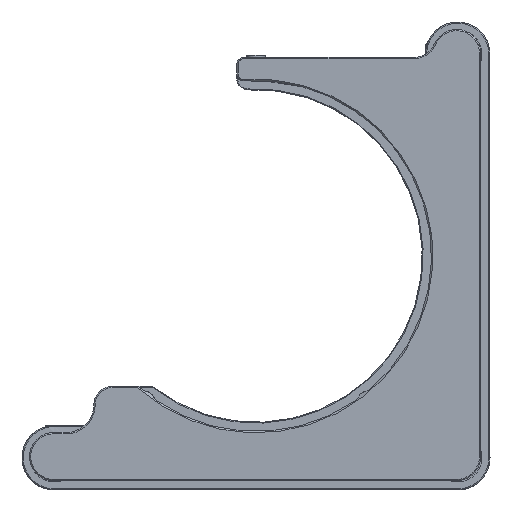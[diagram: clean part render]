
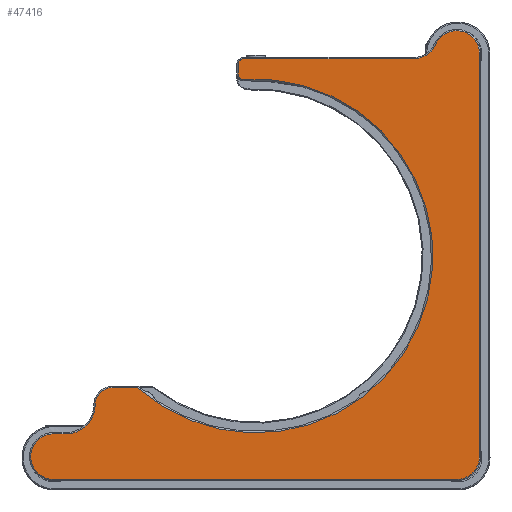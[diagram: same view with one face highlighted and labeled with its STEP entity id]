
A CAD part, left-side view. The second image highlights one B-rep face of the part: STEP entity #47416.
In plain terms, the highlighted planar face has unit normal (1, 0, 0).
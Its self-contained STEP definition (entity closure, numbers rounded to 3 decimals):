
#444 = EDGE_CURVE ( 'NONE', #4889, #52067, #52985, .T. ) ;
#1272 = EDGE_CURVE ( 'NONE', #50719, #4976, #40457, .T. ) ;
#1381 = EDGE_LOOP ( 'NONE', ( #18243, #37304, #39249, #39486, #36434, #6140, #33329, #49440, #5700, #2281, #51343, #4178, #7105, #45083, #29064, #10380 ) ) ;
#1708 = LINE ( 'NONE', #52053, #15465 ) ;
#2281 = ORIENTED_EDGE ( 'NONE', *, *, #4885, .T. ) ;
#2371 = AXIS2_PLACEMENT_3D ( 'NONE', #15701, #53283, #48690 ) ;
#2478 = VECTOR ( 'NONE', #44233, 1000. ) ;
#2933 = CARTESIAN_POINT ( 'NONE',  ( -24.5, 31.2, -32.3 ) ) ;
#2963 = CARTESIAN_POINT ( 'NONE',  ( -24.5, 26.079, -29.8 ) ) ;
#3029 = AXIS2_PLACEMENT_3D ( 'NONE', #6894, #53158, #49871 ) ;
#3536 = DIRECTION ( 'NONE',  ( -1., 0., 0. ) ) ;
#4178 = ORIENTED_EDGE ( 'NONE', *, *, #8181, .F. ) ;
#4885 = EDGE_CURVE ( 'NONE', #27462, #10601, #53356, .T. ) ;
#4889 = VERTEX_POINT ( 'NONE', #6879 ) ;
#4976 = VERTEX_POINT ( 'NONE', #35340 ) ;
#5700 = ORIENTED_EDGE ( 'NONE', *, *, #37201, .T. ) ;
#5800 = CIRCLE ( 'NONE', #2371, 4.95 ) ;
#5876 = DIRECTION ( 'NONE',  ( 0., 0., -1. ) ) ;
#6086 = CARTESIAN_POINT ( 'NONE',  ( -24.5, 43.95, -43.55 ) ) ;
#6140 = ORIENTED_EDGE ( 'NONE', *, *, #32163, .T. ) ;
#6844 = VERTEX_POINT ( 'NONE', #7611 ) ;
#6879 = CARTESIAN_POINT ( 'NONE',  ( -24.5, -39.024, 45.954 ) ) ;
#6894 = CARTESIAN_POINT ( 'NONE',  ( -24.5, 2.7, 41.6 ) ) ;
#7105 = ORIENTED_EDGE ( 'NONE', *, *, #13980, .T. ) ;
#7611 = CARTESIAN_POINT ( 'NONE',  ( -24.5, 2.618, 38.311 ) ) ;
#8181 = EDGE_CURVE ( 'NONE', #24326, #21170, #33242, .T. ) ;
#8230 = CARTESIAN_POINT ( 'NONE',  ( -24.5, -48.5, 43.95 ) ) ;
#8391 = AXIS2_PLACEMENT_3D ( 'NONE', #11444, #27422, #44200 ) ;
#8776 = LINE ( 'NONE', #8230, #27295 ) ;
#9918 = VERTEX_POINT ( 'NONE', #48422 ) ;
#10380 = ORIENTED_EDGE ( 'NONE', *, *, #21112, .F. ) ;
#10601 = VERTEX_POINT ( 'NONE', #45105 ) ;
#10813 = CIRCLE ( 'NONE', #3029, 1.2 ) ;
#10829 = DIRECTION ( 'NONE',  ( -1., 0., 0. ) ) ;
#11058 = EDGE_CURVE ( 'NONE', #27130, #4976, #13410, .T. ) ;
#11444 = CARTESIAN_POINT ( 'NONE',  ( -24.5, -43.55, 43.95 ) ) ;
#12534 = EDGE_CURVE ( 'NONE', #23863, #52067, #51390, .T. ) ;
#13410 = CIRCLE ( 'NONE', #21200, 1.2 ) ;
#13740 = CARTESIAN_POINT ( 'NONE',  ( -24.5, -43.55, 43.95 ) ) ;
#13980 = EDGE_CURVE ( 'NONE', #24326, #50719, #44874, .T. ) ;
#15465 = VECTOR ( 'NONE', #51250, 1000. ) ;
#15701 = CARTESIAN_POINT ( 'NONE',  ( -24.5, -43.55, -43.55 ) ) ;
#16272 = DIRECTION ( 'NONE',  ( 1., 0., 0. ) ) ;
#16883 = CIRCLE ( 'NONE', #19488, 38.4 ) ;
#17768 = CARTESIAN_POINT ( 'NONE',  ( -24.5, 3.9, 41.6 ) ) ;
#18026 = EDGE_CURVE ( 'NONE', #9918, #20618, #5800, .T. ) ;
#18243 = ORIENTED_EDGE ( 'NONE', *, *, #32713, .F. ) ;
#18291 = DIRECTION ( 'NONE',  ( 1., 0., 0. ) ) ;
#19488 = AXIS2_PLACEMENT_3D ( 'NONE', #51934, #35712, #26775 ) ;
#20618 = VERTEX_POINT ( 'NONE', #35284 ) ;
#21112 = EDGE_CURVE ( 'NONE', #6844, #27130, #16883, .T. ) ;
#21170 = VERTEX_POINT ( 'NONE', #24829 ) ;
#21200 = AXIS2_PLACEMENT_3D ( 'NONE', #2963, #10829, #48699 ) ;
#21719 = DIRECTION ( 'NONE',  ( 0., 0., 1. ) ) ;
#22072 = EDGE_CURVE ( 'NONE', #42860, #9918, #8776, .T. ) ;
#22216 = AXIS2_PLACEMENT_3D ( 'NONE', #13740, #33790, #5876 ) ;
#22240 = AXIS2_PLACEMENT_3D ( 'NONE', #6086, #18291, #47764 ) ;
#22257 = LINE ( 'NONE', #38767, #47224 ) ;
#22740 = EDGE_CURVE ( 'NONE', #27910, #24823, #22257, .T. ) ;
#23417 = CARTESIAN_POINT ( 'NONE',  ( -24.5, 4.2, -28.6 ) ) ;
#23863 = VERTEX_POINT ( 'NONE', #42973 ) ;
#24326 = VERTEX_POINT ( 'NONE', #39590 ) ;
#24651 = DIRECTION ( 'NONE',  ( 0., -1., 0. ) ) ;
#24772 = DIRECTION ( 'NONE',  ( 0., 0., -1. ) ) ;
#24823 = VERTEX_POINT ( 'NONE', #17768 ) ;
#24829 = CARTESIAN_POINT ( 'NONE',  ( -24.5, 41.2, -38.6 ) ) ;
#24846 = DIRECTION ( 'NONE',  ( 0., 0., -1. ) ) ;
#26540 = CIRCLE ( 'NONE', #41205, 1.2 ) ;
#26775 = DIRECTION ( 'NONE',  ( 0., 0., 1. ) ) ;
#27073 = AXIS2_PLACEMENT_3D ( 'NONE', #32255, #16272, #24651 ) ;
#27130 = VERTEX_POINT ( 'NONE', #48622 ) ;
#27295 = VECTOR ( 'NONE', #24772, 1000. ) ;
#27422 = DIRECTION ( 'NONE',  ( -1., 0., 0. ) ) ;
#27462 = VERTEX_POINT ( 'NONE', #30192 ) ;
#27910 = VERTEX_POINT ( 'NONE', #44757 ) ;
#29064 = ORIENTED_EDGE ( 'NONE', *, *, #11058, .F. ) ;
#29087 = EDGE_CURVE ( 'NONE', #24823, #23863, #10813, .T. ) ;
#29176 = CARTESIAN_POINT ( 'NONE',  ( -24.5, -34.178, 42.8 ) ) ;
#29284 = AXIS2_PLACEMENT_3D ( 'NONE', #2933, #44888, #24846 ) ;
#30192 = CARTESIAN_POINT ( 'NONE',  ( -24.5, 43.95, -48.5 ) ) ;
#30839 = DIRECTION ( 'NONE',  ( 0., -1., 0. ) ) ;
#31375 = CARTESIAN_POINT ( 'NONE',  ( -24.5, 7.2, 42.8 ) ) ;
#32163 = EDGE_CURVE ( 'NONE', #4889, #42860, #40383, .T. ) ;
#32255 = CARTESIAN_POINT ( 'NONE',  ( -24.5, -34.178, 48.1 ) ) ;
#32569 = LINE ( 'NONE', #39649, #2478 ) ;
#32713 = EDGE_CURVE ( 'NONE', #27910, #6844, #26540, .T. ) ;
#33242 = CIRCLE ( 'NONE', #37467, 6.3 ) ;
#33329 = ORIENTED_EDGE ( 'NONE', *, *, #22072, .T. ) ;
#33756 = CARTESIAN_POINT ( 'NONE',  ( -24.5, 31.2, -28.6 ) ) ;
#33790 = DIRECTION ( 'NONE',  ( 1., 0., 0. ) ) ;
#35284 = CARTESIAN_POINT ( 'NONE',  ( -24.5, -43.55, -48.5 ) ) ;
#35340 = CARTESIAN_POINT ( 'NONE',  ( -24.5, 26.079, -28.6 ) ) ;
#35712 = DIRECTION ( 'NONE',  ( 1., 0., 0. ) ) ;
#35831 = FACE_OUTER_BOUND ( 'NONE', #1381, .T. ) ;
#36080 = CARTESIAN_POINT ( 'NONE',  ( -24.5, 2.7, 39.508 ) ) ;
#36434 = ORIENTED_EDGE ( 'NONE', *, *, #444, .F. ) ;
#37201 = EDGE_CURVE ( 'NONE', #20618, #27462, #32569, .T. ) ;
#37304 = ORIENTED_EDGE ( 'NONE', *, *, #22740, .T. ) ;
#37467 = AXIS2_PLACEMENT_3D ( 'NONE', #50959, #46898, #43394 ) ;
#37693 = VECTOR ( 'NONE', #30839, 1000. ) ;
#38767 = CARTESIAN_POINT ( 'NONE',  ( -24.5, 3.9, 54.2 ) ) ;
#39249 = ORIENTED_EDGE ( 'NONE', *, *, #29087, .T. ) ;
#39486 = ORIENTED_EDGE ( 'NONE', *, *, #12534, .T. ) ;
#39590 = CARTESIAN_POINT ( 'NONE',  ( -24.5, 34.9, -32.3 ) ) ;
#39649 = CARTESIAN_POINT ( 'NONE',  ( -24.5, -43.55, -48.5 ) ) ;
#39868 = VECTOR ( 'NONE', #39937, 1000. ) ;
#39937 = DIRECTION ( 'NONE',  ( 0., -1., 0. ) ) ;
#40383 = CIRCLE ( 'NONE', #22216, 4.95 ) ;
#40457 = LINE ( 'NONE', #23417, #39868 ) ;
#41205 = AXIS2_PLACEMENT_3D ( 'NONE', #36080, #3536, #43916 ) ;
#42860 = VERTEX_POINT ( 'NONE', #46122 ) ;
#42973 = CARTESIAN_POINT ( 'NONE',  ( -24.5, 2.7, 42.8 ) ) ;
#43394 = DIRECTION ( 'NONE',  ( 0., 0., 1. ) ) ;
#43916 = DIRECTION ( 'NONE',  ( 0., 0., -1. ) ) ;
#44200 = DIRECTION ( 'NONE',  ( 0., 0., 1. ) ) ;
#44233 = DIRECTION ( 'NONE',  ( 0., 1., 0. ) ) ;
#44757 = CARTESIAN_POINT ( 'NONE',  ( -24.5, 3.9, 39.508 ) ) ;
#44874 = CIRCLE ( 'NONE', #29284, 3.7 ) ;
#44888 = DIRECTION ( 'NONE',  ( 1., 0., 0. ) ) ;
#45083 = ORIENTED_EDGE ( 'NONE', *, *, #1272, .T. ) ;
#45105 = CARTESIAN_POINT ( 'NONE',  ( -24.5, 43.95, -38.6 ) ) ;
#46122 = CARTESIAN_POINT ( 'NONE',  ( -24.5, -48.5, 43.95 ) ) ;
#46898 = DIRECTION ( 'NONE',  ( 1., 0., 0. ) ) ;
#47224 = VECTOR ( 'NONE', #21719, 1000. ) ;
#47416 = ADVANCED_FACE ( 'NONE', ( #35831 ), #47719, .F. ) ;
#47719 = PLANE ( 'NONE',  #8391 ) ;
#47764 = DIRECTION ( 'NONE',  ( 0., 0., -1. ) ) ;
#48422 = CARTESIAN_POINT ( 'NONE',  ( -24.5, -48.5, -43.55 ) ) ;
#48622 = CARTESIAN_POINT ( 'NONE',  ( -24.5, 25.289, -28.897 ) ) ;
#48690 = DIRECTION ( 'NONE',  ( 0., 0., -1. ) ) ;
#48699 = DIRECTION ( 'NONE',  ( 0., 0., -1. ) ) ;
#49440 = ORIENTED_EDGE ( 'NONE', *, *, #18026, .T. ) ;
#49600 = EDGE_CURVE ( 'NONE', #10601, #21170, #1708, .T. ) ;
#49871 = DIRECTION ( 'NONE',  ( 0., 0., -1. ) ) ;
#50719 = VERTEX_POINT ( 'NONE', #33756 ) ;
#50959 = CARTESIAN_POINT ( 'NONE',  ( -24.5, 41.2, -32.3 ) ) ;
#51250 = DIRECTION ( 'NONE',  ( 0., -1., 0. ) ) ;
#51343 = ORIENTED_EDGE ( 'NONE', *, *, #49600, .T. ) ;
#51390 = LINE ( 'NONE', #31375, #37693 ) ;
#51934 = CARTESIAN_POINT ( 'NONE',  ( -24.5, 0., 0. ) ) ;
#52053 = CARTESIAN_POINT ( 'NONE',  ( -24.5, 49.2, -38.6 ) ) ;
#52067 = VERTEX_POINT ( 'NONE', #29176 ) ;
#52985 = CIRCLE ( 'NONE', #27073, 5.3 ) ;
#53158 = DIRECTION ( 'NONE',  ( 1., 0., 0. ) ) ;
#53283 = DIRECTION ( 'NONE',  ( 1., 0., 0. ) ) ;
#53356 = CIRCLE ( 'NONE', #22240, 4.95 ) ;
